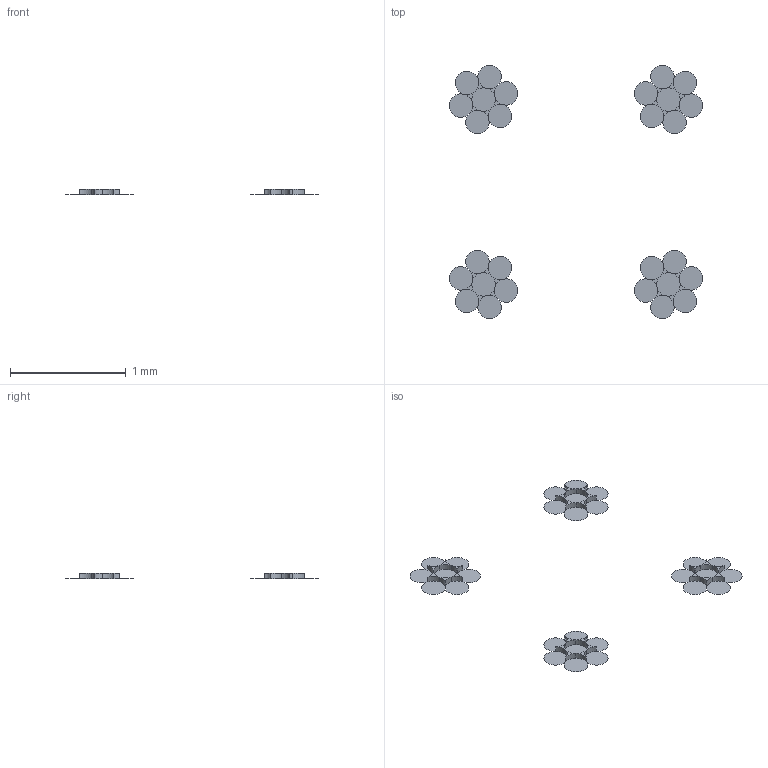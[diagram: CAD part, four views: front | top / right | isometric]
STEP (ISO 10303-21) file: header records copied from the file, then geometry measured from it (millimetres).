
FILE_DESCRIPTION(/* description */ (''),/* implementation_level */ '2;1');
FILE_NAME(/* name */ 'C79.stp',/* time_stamp */ '2017-05-03T15:11:41-04:00',/* author */ ('aneininger'),/* organization */ ('CONNECTION TECHNOLOGY CENTER'),/* preprocessor_version */ 'ST-DEVELOPER v16.5',/* originating_system */ 'Autodesk Inventor 2017',/* authorisation */ '');
FILE_SCHEMA (('AUTOMOTIVE_DESIGN { 1 0 10303 214 3 1 1 }'));
Length unit declared in the file: inch
Products named in the file (1): C79
Bounding box: 2.19 x 2.19 x 0.05 mm (x, y, z)
Surface area: 2.7 mm2 (no closed solid volume)
Topology: 0 solids, 4 shells, 124 faces, 240 edges, 120 vertices
Faces by surface type: cylinder 72, plane 52
Entity records: 32834 total; most frequent: CARTESIAN_POINT 12102, DIRECTION 4688, ORIENTED_EDGE 4214, AXIS2_PLACEMENT_3D 2280, EDGE_CURVE 1987, CIRCLE 1418, VERTEX_POINT 1172, EDGE_LOOP 999
